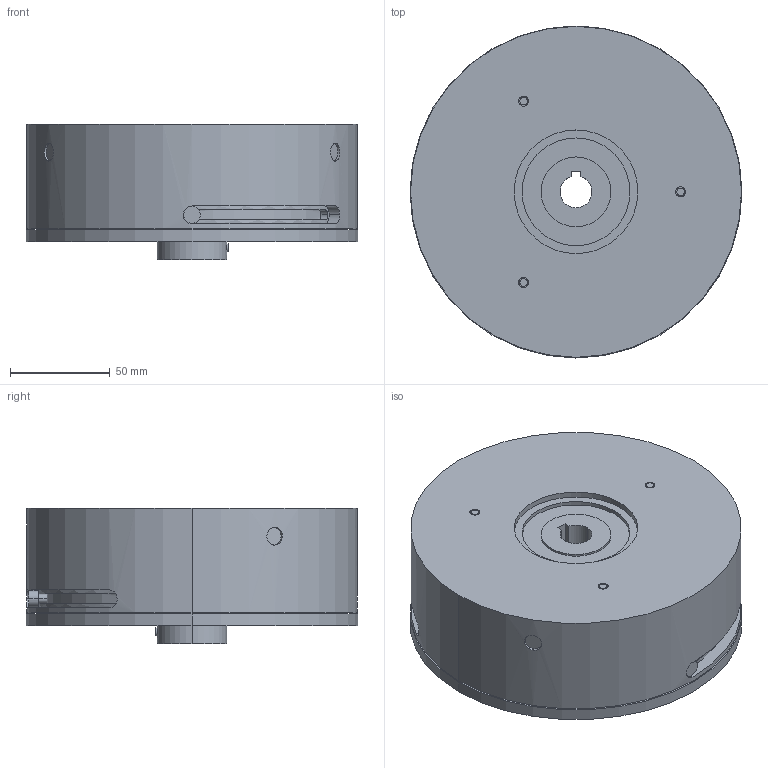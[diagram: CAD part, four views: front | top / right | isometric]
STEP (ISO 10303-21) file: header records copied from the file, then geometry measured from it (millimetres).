
FILE_DESCRIPTION (( 'STEP AP203' ), '1' );
FILE_NAME ('PHT 70D_23622300(１体）.STEP', '2016-03-16T01:33:03', ( ' ' ), ( '' ), 'SwSTEP 2.0', 'SolidWorks 2009', '' );
FILE_SCHEMA (( 'CONFIG_CONTROL_DESIGN' ));
Length unit declared in the file: millimetre
Products named in the file (1): PHT 70D_23622300(１体）
Bounding box: 166.5 x 166.5 x 68 mm (x, y, z)
Volume: 1235491.9 mm3; surface area: 97882.7 mm2
Topology: 3 solids, 3 shells, 136 faces, 289 edges, 192 vertices
Faces by surface type: cylinder 89, plane 47
Entity records: 4532 total; most frequent: CARTESIAN_POINT 1436, DIRECTION 665, ORIENTED_EDGE 578, EDGE_CURVE 289, AXIS2_PLACEMENT_3D 281, VERTEX_POINT 192, EDGE_LOOP 171, CIRCLE 144
